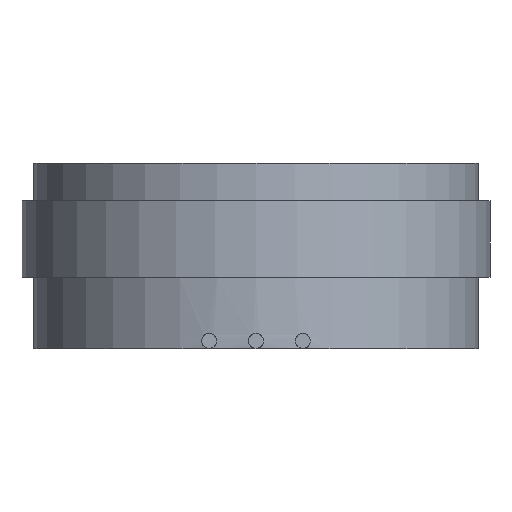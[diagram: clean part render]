
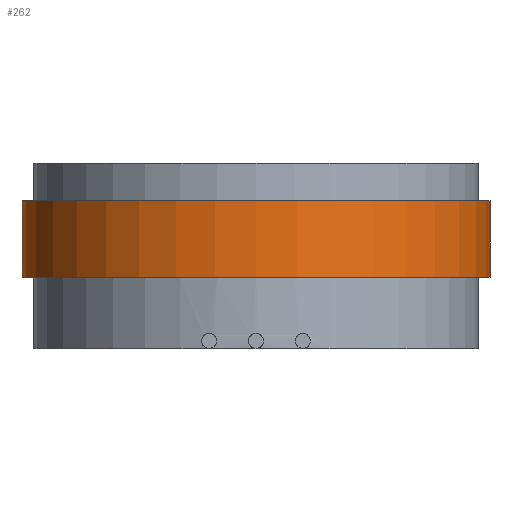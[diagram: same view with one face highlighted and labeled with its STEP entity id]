
A CAD part, front view. The second image highlights one B-rep face of the part: STEP entity #262.
In plain terms, the highlighted cylindrical face has radius 25 mm (diameter 50 mm), a full revolution.
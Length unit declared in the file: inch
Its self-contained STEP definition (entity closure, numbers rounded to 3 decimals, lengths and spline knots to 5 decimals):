
#64=FACE_OUTER_BOUND('',#88,.T.);
#88=EDGE_LOOP('',(#226,#227,#228,#229));
#103=LINE('',#561,#112);
#112=VECTOR('',#385,0.98425);
#124=CIRCLE('',#311,0.98425);
#126=CIRCLE('',#315,0.98425);
#145=VERTEX_POINT('',#552);
#147=VERTEX_POINT('',#559);
#172=EDGE_CURVE('',#145,#145,#124,.T.);
#175=EDGE_CURVE('',#147,#147,#126,.T.);
#176=EDGE_CURVE('',#147,#145,#103,.T.);
#226=ORIENTED_EDGE('',*,*,#175,.F.);
#227=ORIENTED_EDGE('',*,*,#176,.T.);
#228=ORIENTED_EDGE('',*,*,#172,.F.);
#229=ORIENTED_EDGE('',*,*,#176,.F.);
#247=CYLINDRICAL_SURFACE('',#314,0.98425);
#262=ADVANCED_FACE('',(#64),#247,.T.);
#311=AXIS2_PLACEMENT_3D('',#553,#374,#375);
#314=AXIS2_PLACEMENT_3D('',#558,#381,#382);
#315=AXIS2_PLACEMENT_3D('',#560,#383,#384);
#374=DIRECTION('center_axis',(0.,0.,-1.));
#375=DIRECTION('ref_axis',(1.,0.,0.));
#381=DIRECTION('center_axis',(0.,0.,1.));
#382=DIRECTION('ref_axis',(1.,0.,0.));
#383=DIRECTION('center_axis',(0.,0.,1.));
#384=DIRECTION('ref_axis',(1.,0.,0.));
#385=DIRECTION('',(0.,0.,-1.));
#552=CARTESIAN_POINT('',(-0.98425,0.,-0.16142));
#553=CARTESIAN_POINT('Origin',(0.,0.,-0.16142));
#558=CARTESIAN_POINT('Origin',(0.,0.,0.));
#559=CARTESIAN_POINT('',(-0.98425,0.,0.16142));
#560=CARTESIAN_POINT('Origin',(0.,0.,0.16142));
#561=CARTESIAN_POINT('',(-0.98425,0.,0.));
